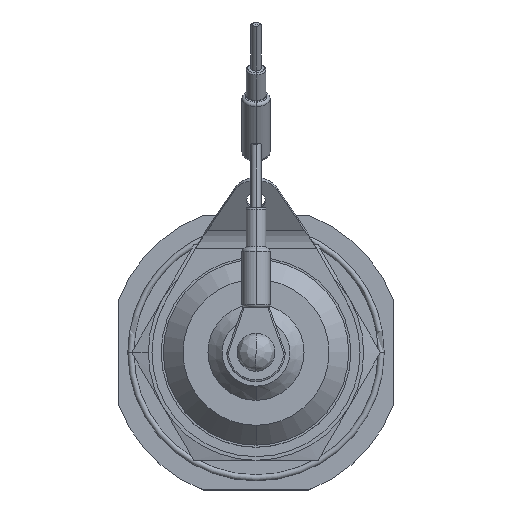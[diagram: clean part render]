
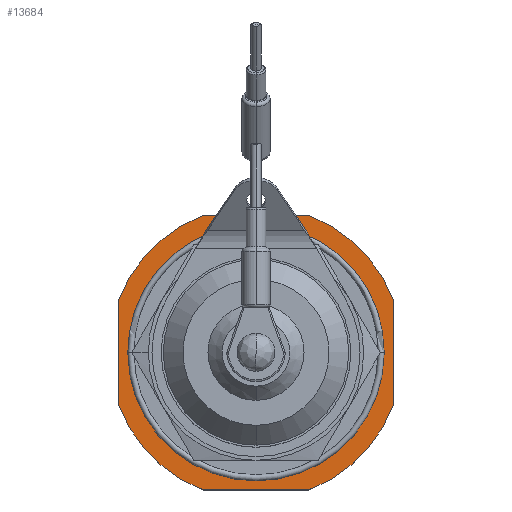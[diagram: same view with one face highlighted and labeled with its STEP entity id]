
A CAD part, top view. The second image highlights one B-rep face of the part: STEP entity #13684.
In plain terms, the highlighted planar face has unit normal (0, 0, 1).
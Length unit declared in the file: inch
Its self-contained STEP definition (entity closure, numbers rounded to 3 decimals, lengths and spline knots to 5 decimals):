
#435 = CIRCLE ( 'NONE', #2845, 0.97 ) ;
#599 = DIRECTION ( 'NONE',  ( 0., -1., 0. ) ) ;
#666 = EDGE_LOOP ( 'NONE', ( #4305, #13689 ) ) ;
#968 = ORIENTED_EDGE ( 'NONE', *, *, #18220, .T. ) ;
#1029 = VECTOR ( 'NONE', #599, 39.37008 ) ;
#1319 = VERTEX_POINT ( 'NONE', #11385 ) ;
#1334 = VECTOR ( 'NONE', #4606, 39.37008 ) ;
#1472 = EDGE_CURVE ( 'NONE', #4873, #17325, #7448, .T. ) ;
#2036 = CARTESIAN_POINT ( 'NONE',  ( 0., 0., -0.815 ) ) ;
#2042 = EDGE_CURVE ( 'NONE', #17744, #10524, #16491, .T. ) ;
#2182 = EDGE_CURVE ( 'NONE', #12392, #17744, #18766, .T. ) ;
#2254 = CARTESIAN_POINT ( 'NONE',  ( 0.845, 0., -0.815 ) ) ;
#2671 = VERTEX_POINT ( 'NONE', #10206 ) ;
#2713 = ORIENTED_EDGE ( 'NONE', *, *, #3967, .T. ) ;
#2797 = VECTOR ( 'NONE', #18651, 39.37008 ) ;
#2845 = AXIS2_PLACEMENT_3D ( 'NONE', #8237, #18379, #9713 ) ;
#2866 = EDGE_CURVE ( 'NONE', #10524, #2671, #14723, .T. ) ;
#2909 = DIRECTION ( 'NONE',  ( 0., 0., 1. ) ) ;
#3299 = FACE_OUTER_BOUND ( 'NONE', #9716, .T. ) ;
#3512 = DIRECTION ( 'NONE',  ( 1., 0., 0. ) ) ;
#3837 = EDGE_CURVE ( 'NONE', #16417, #18342, #435, .T. ) ;
#3967 = EDGE_CURVE ( 'NONE', #2671, #16417, #12469, .T. ) ;
#4070 = CARTESIAN_POINT ( 'NONE',  ( 0., 0., -0.815 ) ) ;
#4298 = PLANE ( 'NONE',  #14542 ) ;
#4305 = ORIENTED_EDGE ( 'NONE', *, *, #1472, .F. ) ;
#4308 = LINE ( 'NONE', #9985, #8183 ) ;
#4606 = DIRECTION ( 'NONE',  ( 1., 0., 0. ) ) ;
#4873 = VERTEX_POINT ( 'NONE', #16127 ) ;
#4913 = CARTESIAN_POINT ( 'NONE',  ( -0.905, -0.34911, -0.815 ) ) ;
#5088 = AXIS2_PLACEMENT_3D ( 'NONE', #5213, #15398, #6658 ) ;
#5213 = CARTESIAN_POINT ( 'NONE',  ( 0., 0., -0.815 ) ) ;
#5512 = DIRECTION ( 'NONE',  ( 0., 0., 1. ) ) ;
#5524 = CARTESIAN_POINT ( 'NONE',  ( -0.34911, 0.905, -0.815 ) ) ;
#6079 = CARTESIAN_POINT ( 'NONE',  ( -0.34911, -0.905, -0.815 ) ) ;
#6215 = LINE ( 'NONE', #5524, #2797 ) ;
#6658 = DIRECTION ( 'NONE',  ( 1., 0., 0. ) ) ;
#6836 = CARTESIAN_POINT ( 'NONE',  ( 0., 0., -0.815 ) ) ;
#6937 = DIRECTION ( 'NONE',  ( 0., 0., 1. ) ) ;
#6965 = DIRECTION ( 'NONE',  ( 1., 0., 0. ) ) ;
#7098 = AXIS2_PLACEMENT_3D ( 'NONE', #6836, #17027, #8305 ) ;
#7448 = CIRCLE ( 'NONE', #17568, 0.845 ) ;
#7836 = VERTEX_POINT ( 'NONE', #15373 ) ;
#8183 = VECTOR ( 'NONE', #18657, 39.37008 ) ;
#8237 = CARTESIAN_POINT ( 'NONE',  ( 0., 0., -0.815 ) ) ;
#8305 = DIRECTION ( 'NONE',  ( 1., 0., 0. ) ) ;
#8766 = ORIENTED_EDGE ( 'NONE', *, *, #2182, .T. ) ;
#8989 = CARTESIAN_POINT ( 'NONE',  ( -0.34911, 0.905, -0.815 ) ) ;
#8998 = ORIENTED_EDGE ( 'NONE', *, *, #16440, .T. ) ;
#9199 = CIRCLE ( 'NONE', #7098, 0.97 ) ;
#9528 = AXIS2_PLACEMENT_3D ( 'NONE', #4070, #5512, #6965 ) ;
#9591 = ORIENTED_EDGE ( 'NONE', *, *, #2866, .T. ) ;
#9713 = DIRECTION ( 'NONE',  ( 1., 0., 0. ) ) ;
#9716 = EDGE_LOOP ( 'NONE', ( #18383, #968, #8766, #18162, #9591, #2713, #14073, #8998 ) ) ;
#9985 = CARTESIAN_POINT ( 'NONE',  ( 0.905, -0.34911, -0.815 ) ) ;
#10206 = CARTESIAN_POINT ( 'NONE',  ( -0.34911, -0.905, -0.815 ) ) ;
#10524 = VERTEX_POINT ( 'NONE', #16015 ) ;
#10857 = EDGE_CURVE ( 'NONE', #17325, #4873, #14806, .T. ) ;
#11385 = CARTESIAN_POINT ( 'NONE',  ( 0.34911, 0.905, -0.815 ) ) ;
#11609 = CARTESIAN_POINT ( 'NONE',  ( 0., 0., -0.815 ) ) ;
#11677 = CARTESIAN_POINT ( 'NONE',  ( 0.905, -0.34911, -0.815 ) ) ;
#12063 = AXIS2_PLACEMENT_3D ( 'NONE', #18551, #6937, #14199 ) ;
#12191 = DIRECTION ( 'NONE',  ( 0., 0., 1. ) ) ;
#12392 = VERTEX_POINT ( 'NONE', #8989 ) ;
#12469 = LINE ( 'NONE', #6079, #1334 ) ;
#13077 = DIRECTION ( 'NONE',  ( 1., 0., 0. ) ) ;
#13539 = EDGE_CURVE ( 'NONE', #7836, #1319, #9199, .T. ) ;
#13684 = ADVANCED_FACE ( 'NONE', ( #14886, #3299 ), #4298, .T. ) ;
#13689 = ORIENTED_EDGE ( 'NONE', *, *, #10857, .F. ) ;
#14073 = ORIENTED_EDGE ( 'NONE', *, *, #3837, .T. ) ;
#14199 = DIRECTION ( 'NONE',  ( 1., 0., 0. ) ) ;
#14240 = CARTESIAN_POINT ( 'NONE',  ( 0.34911, -0.905, -0.815 ) ) ;
#14542 = AXIS2_PLACEMENT_3D ( 'NONE', #11609, #2909, #13077 ) ;
#14723 = CIRCLE ( 'NONE', #9528, 0.97 ) ;
#14806 = CIRCLE ( 'NONE', #5088, 0.845 ) ;
#14886 = FACE_BOUND ( 'NONE', #666, .T. ) ;
#15373 = CARTESIAN_POINT ( 'NONE',  ( 0.905, 0.34911, -0.815 ) ) ;
#15398 = DIRECTION ( 'NONE',  ( 0., 0., 1. ) ) ;
#16015 = CARTESIAN_POINT ( 'NONE',  ( -0.905, -0.34911, -0.815 ) ) ;
#16127 = CARTESIAN_POINT ( 'NONE',  ( -0.845, 0., -0.815 ) ) ;
#16417 = VERTEX_POINT ( 'NONE', #14240 ) ;
#16440 = EDGE_CURVE ( 'NONE', #18342, #7836, #4308, .T. ) ;
#16491 = LINE ( 'NONE', #4913, #1029 ) ;
#17027 = DIRECTION ( 'NONE',  ( 0., 0., 1. ) ) ;
#17325 = VERTEX_POINT ( 'NONE', #2254 ) ;
#17466 = CARTESIAN_POINT ( 'NONE',  ( -0.905, 0.34911, -0.815 ) ) ;
#17568 = AXIS2_PLACEMENT_3D ( 'NONE', #2036, #12191, #3512 ) ;
#17744 = VERTEX_POINT ( 'NONE', #17466 ) ;
#18162 = ORIENTED_EDGE ( 'NONE', *, *, #2042, .T. ) ;
#18220 = EDGE_CURVE ( 'NONE', #1319, #12392, #6215, .T. ) ;
#18342 = VERTEX_POINT ( 'NONE', #11677 ) ;
#18379 = DIRECTION ( 'NONE',  ( 0., 0., 1. ) ) ;
#18383 = ORIENTED_EDGE ( 'NONE', *, *, #13539, .T. ) ;
#18551 = CARTESIAN_POINT ( 'NONE',  ( 0., 0., -0.815 ) ) ;
#18651 = DIRECTION ( 'NONE',  ( -1., 0., 0. ) ) ;
#18657 = DIRECTION ( 'NONE',  ( 0., 1., 0. ) ) ;
#18766 = CIRCLE ( 'NONE', #12063, 0.97 ) ;
